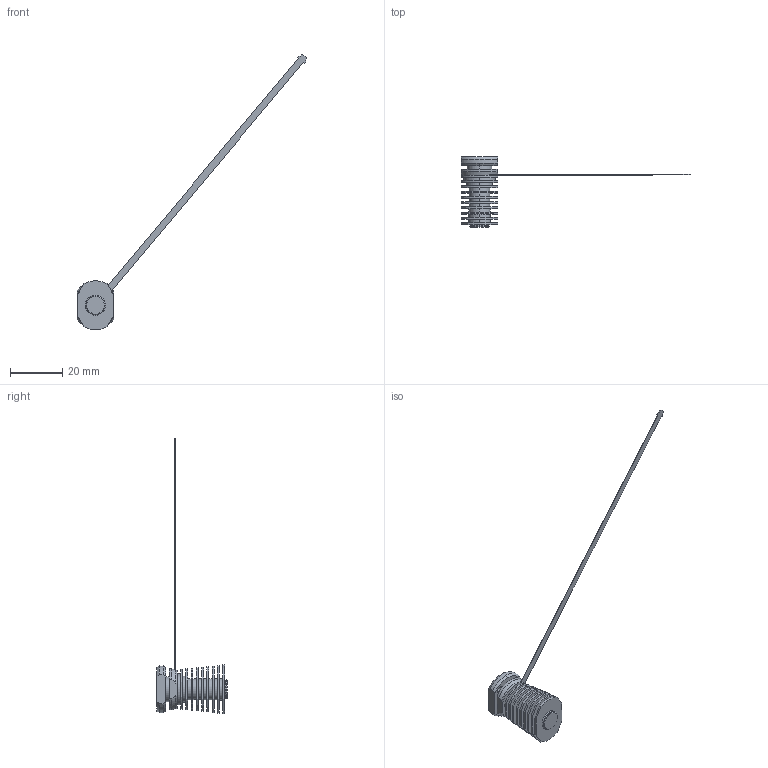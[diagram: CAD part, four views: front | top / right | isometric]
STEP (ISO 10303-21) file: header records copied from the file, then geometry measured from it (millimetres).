
FILE_DESCRIPTION (( 'STEP AP203' ), '1' );
FILE_NAME ('PIEZO-VORON-SINK V4.STEP', '2024-06-04T13:51:35', ( '' ), ( '' ), 'SwSTEP 2.0', 'SolidWorks 2022', '' );
FILE_SCHEMA (( 'CONFIG_CONTROL_DESIGN' ));
Length unit declared in the file: millimetre
Products named in the file (1): PIEZO-VORON-SINK V4
Bounding box: 88.18 x 27 x 105.84 mm (x, y, z)
Volume: 3351.5 mm3; surface area: 4997.6 mm2
Topology: 1 solids, 1 shells, 199 faces, 501 edges, 327 vertices
Faces by surface type: plane 91, cylinder 77, cone 21, torus 8, bspline 2
Entity records: 6121 total; most frequent: DIRECTION 1084, CARTESIAN_POINT 1083, ORIENTED_EDGE 1002, EDGE_CURVE 501, AXIS2_PLACEMENT_3D 398, VERTEX_POINT 327, LINE 288, VECTOR 288
